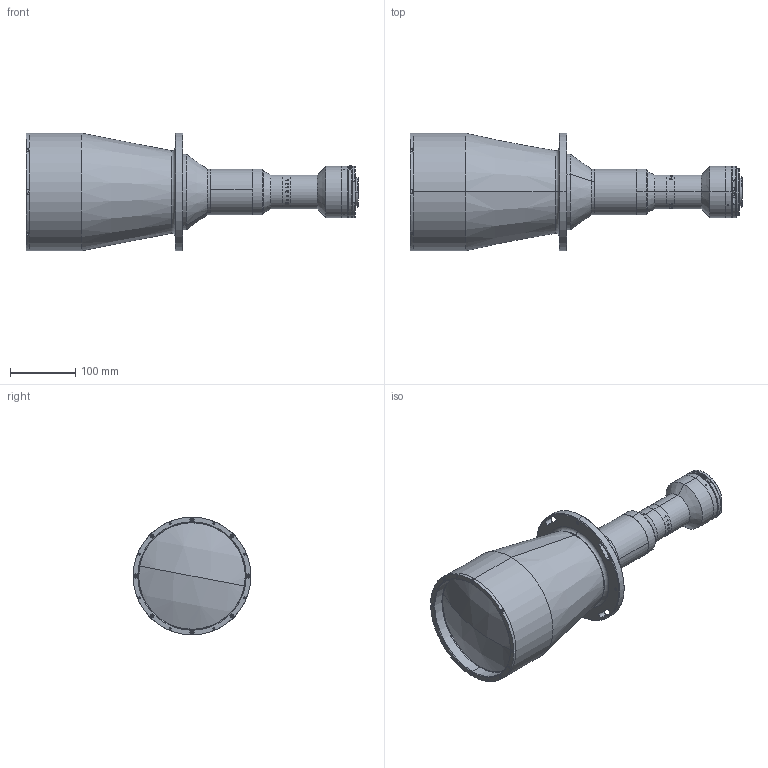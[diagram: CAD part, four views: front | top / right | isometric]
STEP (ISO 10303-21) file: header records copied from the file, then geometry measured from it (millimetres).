
FILE_DESCRIPTION (( 'STEP AP203' ), '1' );
FILE_NAME ('XF-PTL15235-0239-320F-(HD).STEP', '2018-12-24T03:10:13', ( 'lawlynn' ), ( '' ), 'SwSTEP 2.0', 'SolidWorks 2014', '' );
FILE_SCHEMA (( 'CONFIG_CONTROL_DESIGN' ));
Length unit declared in the file: millimetre
Products named in the file (1): XF-PTL15235-0239-320F-(HD)
Bounding box: 507.89 x 180 x 180 mm (x, y, z)
Surface area: 284285.1 mm2 (no closed solid volume)
Topology: 0 solids, 40 shells, 316 faces, 1455 edges, 1174 vertices
Faces by surface type: cylinder 151, plane 105, cone 38, torus 16, sphere 4, bspline 2
Entity records: 20815 total; most frequent: CARTESIAN_POINT 9214, DIRECTION 2380, ORIENTED_EDGE 2066, EDGE_CURVE 1455, VERTEX_POINT 1174, AXIS2_PLACEMENT_3D 904, CIRCLE 589, LINE 572
